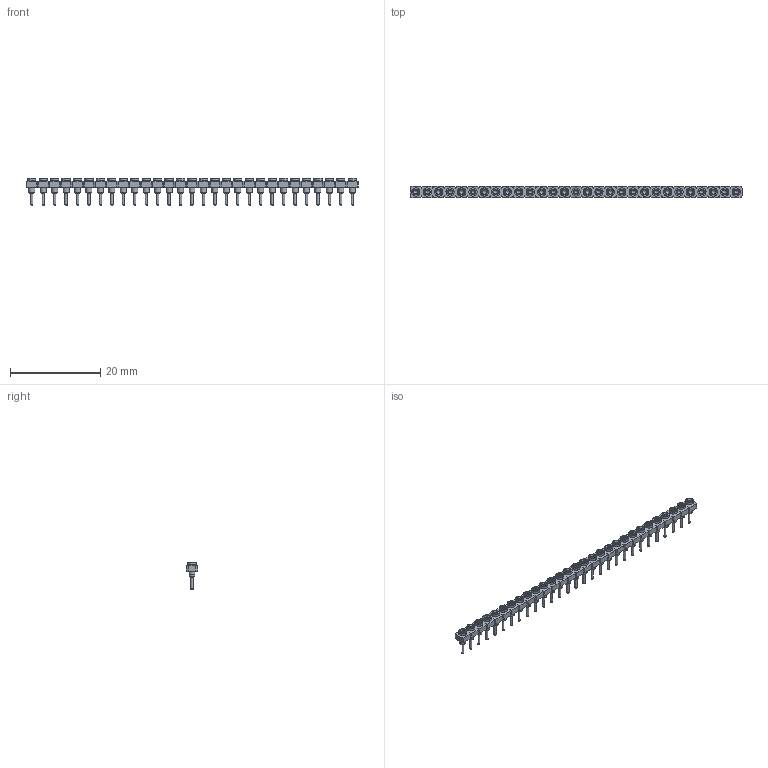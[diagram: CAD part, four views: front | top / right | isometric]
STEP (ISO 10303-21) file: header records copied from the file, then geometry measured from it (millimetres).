
FILE_DESCRIPTION(('FreeCAD Model'),'2;1');
FILE_NAME('Open CASCADE Shape Model','2025-01-11T13:39:27',(''),(''), 'Open CASCADE STEP processor 7.8','FreeCAD','Unknown');
FILE_SCHEMA(('AUTOMOTIVE_DESIGN { 1 0 10303 214 1 1 1 1 }'));
Length unit declared in the file: millimetre
Products named in the file (30): SL-129_socket; SC-4P1_pins406; SC-4P1_pins407; SC-4P1_pins408; SC-4P1_pins409; SC-4P1_pins410; SC-4P1_pins411; SC-4P1_pins412; SC-4P1_pins413; SC-4P1_pins414; SC-4P1_pins415; SC-4P1_pins416; SC-4P1_pins417; SC-4P1_pins418; SC-4P1_pins419; SC-4P1_pins420; SC-4P1_pins421; SC-4P1_pins422; SC-4P1_pins423; SC-4P1_pins424; SC-4P1_pins425; SC-4P1_pins426; SC-4P1_pins427; SC-4P1_pins428; SC-4P1_pins429; SC-4P1_pins430; SC-4P1_pins431; SC-4P1_pins432; SC-4P1_pins433; SC-4P1_pins434
Bounding box: 73.66 x 2.54 x 6.1 mm (x, y, z)
Volume: 278.7 mm3; surface area: 1644.8 mm2
Topology: 30 solids, 30 shells, 671 faces, 1485 edges, 961 vertices
Faces by surface type: plane 323, cylinder 203, cone 116, sphere 29
Full cylindrical faces by diameter (mm): 0.508 x29, 0.914 x29, 1.016 x29, 1.321 x87, 1.829 x29
Entity records: 18672 total; most frequent: CARTESIAN_POINT 3524, DIRECTION 2974, ORIENTED_EDGE 2854, EDGE_CURVE 1427, AXIS2_PLACEMENT_3D 1223, VERTEX_POINT 961, FACE_BOUND 874, EDGE_LOOP 874
